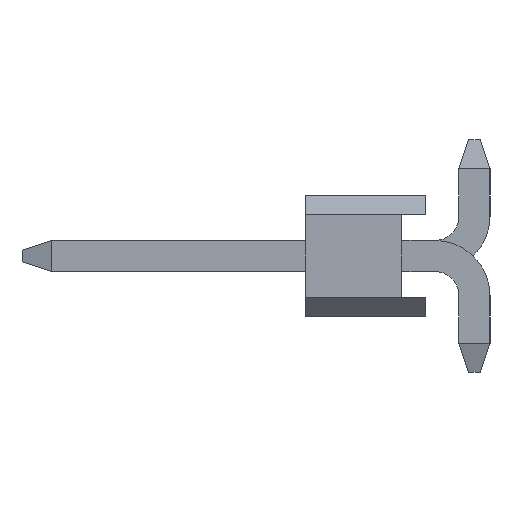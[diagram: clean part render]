
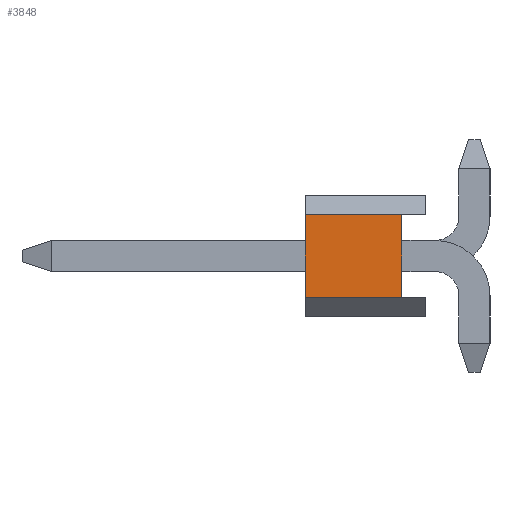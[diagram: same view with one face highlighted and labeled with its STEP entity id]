
A CAD part, left-side view. The second image highlights one B-rep face of the part: STEP entity #3848.
In plain terms, the highlighted planar face has unit normal (-1, 0, 0).
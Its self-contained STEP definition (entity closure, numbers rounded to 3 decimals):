
#1=DIRECTION('',(0.,1.,0.));
#2=VECTOR('',#1,1.99);
#3=CARTESIAN_POINT('',(-10.16,-0.745,-0.855));
#4=LINE('',#3,#2);
#5=DIRECTION('',(0.,0.,1.));
#6=VECTOR('',#5,1.71);
#7=CARTESIAN_POINT('',(-10.16,1.245,-0.855));
#8=LINE('',#7,#6);
#9=DIRECTION('',(0.,1.,0.));
#10=VECTOR('',#9,1.99);
#11=CARTESIAN_POINT('',(-10.16,-0.745,0.855));
#12=LINE('',#11,#10);
#13=DIRECTION('',(0.,0.,-1.));
#14=VECTOR('',#13,1.71);
#15=CARTESIAN_POINT('',(-10.16,-0.745,0.855));
#16=LINE('',#15,#14);
#3009=CARTESIAN_POINT('',(-10.16,-0.745,-0.855));
#3010=CARTESIAN_POINT('',(-10.16,1.245,-0.855));
#3011=VERTEX_POINT('',#3009);
#3012=VERTEX_POINT('',#3010);
#3032=CARTESIAN_POINT('',(-10.16,1.245,0.855));
#3034=VERTEX_POINT('',#3032);
#3151=CARTESIAN_POINT('',(-10.16,-0.745,0.855));
#3152=VERTEX_POINT('',#3151);
#3833=CARTESIAN_POINT('',(-10.16,0.,0.));
#3834=DIRECTION('',(1.,0.,0.));
#3835=DIRECTION('',(0.,0.,-1.));
#3836=AXIS2_PLACEMENT_3D('',#3833,#3834,#3835);
#3837=PLANE('',#3836);
#3839=ORIENTED_EDGE('',*,*,#3838,.T.);
#3841=ORIENTED_EDGE('',*,*,#3840,.T.);
#3843=ORIENTED_EDGE('',*,*,#3842,.F.);
#3845=ORIENTED_EDGE('',*,*,#3844,.T.);
#3846=EDGE_LOOP('',(#3839,#3841,#3843,#3845));
#3847=FACE_OUTER_BOUND('',#3846,.F.);
#3848=ADVANCED_FACE('',(#3847),#3837,.F.);
#3838=EDGE_CURVE('',#3011,#3012,#4,.T.);
#3840=EDGE_CURVE('',#3012,#3034,#8,.T.);
#3842=EDGE_CURVE('',#3152,#3034,#12,.T.);
#3844=EDGE_CURVE('',#3152,#3011,#16,.T.);
